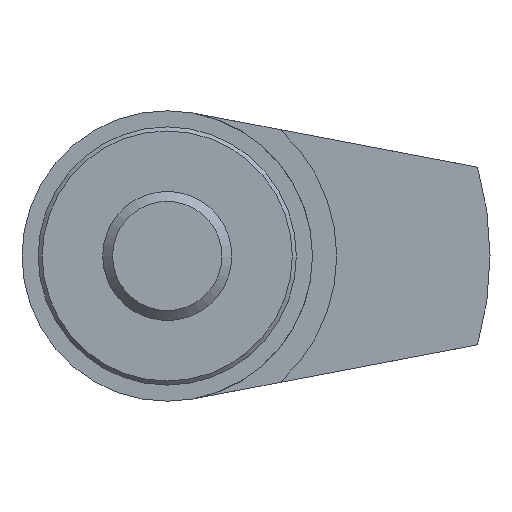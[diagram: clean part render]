
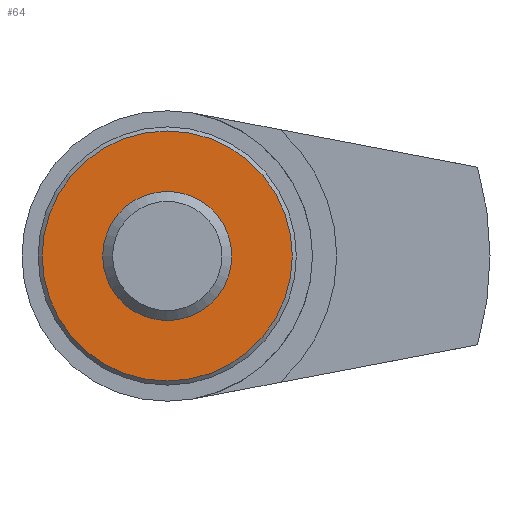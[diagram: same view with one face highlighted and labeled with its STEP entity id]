
A CAD part, front view. The second image highlights one B-rep face of the part: STEP entity #64.
In plain terms, the highlighted planar face has unit normal (0, -1, 0).
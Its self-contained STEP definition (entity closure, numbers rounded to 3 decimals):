
#64 = ADVANCED_FACE( '', ( #151, #152 ), #153, .F. );
#151 = FACE_OUTER_BOUND( '', #263, .T. );
#152 = FACE_BOUND( '', #264, .T. );
#153 = PLANE( '', #265 );
#263 = EDGE_LOOP( '', ( #388 ) );
#264 = EDGE_LOOP( '', ( #389 ) );
#265 = AXIS2_PLACEMENT_3D( '', #390, #391, #392 );
#388 = ORIENTED_EDGE( '', *, *, #597, .F. );
#389 = ORIENTED_EDGE( '', *, *, #598, .T. );
#390 = CARTESIAN_POINT( '', ( -8., -39., 0. ) );
#391 = DIRECTION( '', ( 0., 1., 0. ) );
#392 = DIRECTION( '', ( -1., 0., 0. ) );
#597 = EDGE_CURVE( '', #696, #696, #697, .T. );
#598 = EDGE_CURVE( '', #698, #698, #699, .T. );
#696 = VERTEX_POINT( '', #833 );
#697 = CIRCLE( '', #834, 15.5 );
#698 = VERTEX_POINT( '', #835 );
#699 = CIRCLE( '', #836, 8. );
#833 = CARTESIAN_POINT( '', ( -15.5, -39., 0. ) );
#834 = AXIS2_PLACEMENT_3D( '', #981, #982, #983 );
#835 = CARTESIAN_POINT( '', ( -8., -39., 0. ) );
#836 = AXIS2_PLACEMENT_3D( '', #984, #985, #986 );
#981 = CARTESIAN_POINT( '', ( 0., -39., 0. ) );
#982 = DIRECTION( '', ( 0., 1., 0. ) );
#983 = DIRECTION( '', ( -1., 0., 0. ) );
#984 = CARTESIAN_POINT( '', ( 0., -39., 0. ) );
#985 = DIRECTION( '', ( 0., 1., 0. ) );
#986 = DIRECTION( '', ( -1., 0., 0. ) );
